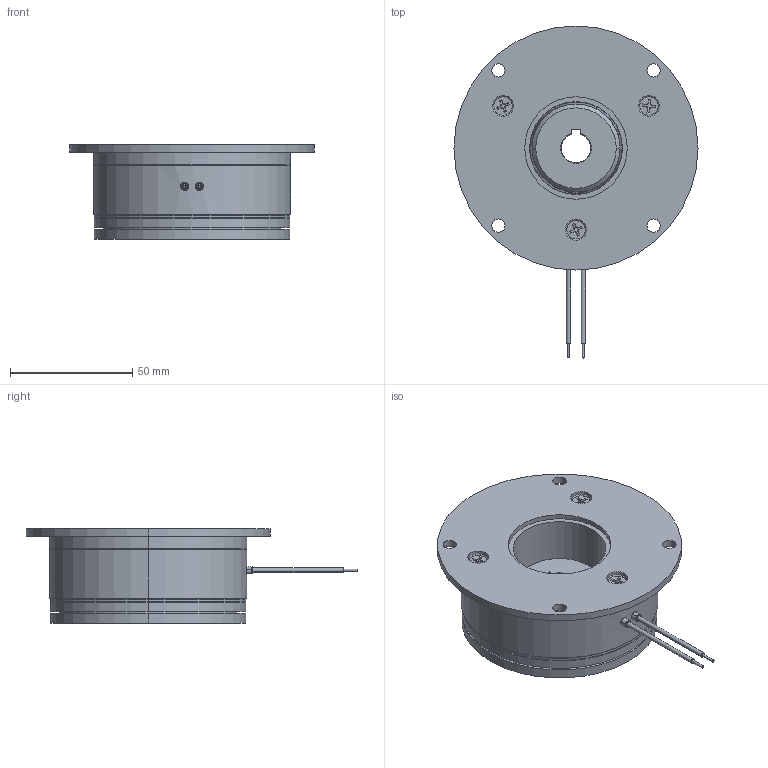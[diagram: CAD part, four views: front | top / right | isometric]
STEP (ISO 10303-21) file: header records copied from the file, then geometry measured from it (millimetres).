
FILE_DESCRIPTION (( 'STEP AP214' ), '1' );
FILE_NAME ('dr_bk_07P1-120_mu.STEP', '2021-11-12T12:54:18', ( '' ), ( '' ), 'SwSTEP 2.0', 'SolidWorks 2019', '' );
FILE_SCHEMA (( 'AUTOMOTIVE_DESIGN' ));
Length unit declared in the file: millimetre
Products named in the file (10): dr_bk_07P1-120_mu; 10069024_000; 10069026_000; 10068808_000; 10068806_000_Einbaul„nge 3,3; 10069025_000; 10068969_000; 10068806_000_Einbaul„nge 3mm; 10068805_000; 10069027_000
Assembly tree (18 placements, depth 4):
  dr_bk_07P1-120_mu
    10068969_000
    10069027_000
      10068808_000
      10069025_000
        10069024_000
        10068805_000  x3
        10069026_000
        10068806_000_Einbaul„nge 3mm  x3
      10068806_000_Einbaul„nge 3,3  x3
      10068805_000  x3
Bounding box: 100 x 136 x 38.7 mm (x, y, z)
Volume: 173489 mm3; surface area: 53995.2 mm2
Topology: 18 solids, 18 shells, 619 faces, 1553 edges, 990 vertices
Faces by surface type: plane 190, cylinder 175, bspline 111, cone 100, torus 31, sphere 12
Entity records: 25323 total; most frequent: CARTESIAN_POINT 11107, ORIENTED_EDGE 2658, DIRECTION 2221, EDGE_CURVE 1329, VERTEX_POINT 862, AXIS2_PLACEMENT_3D 812, EDGE_LOOP 601, LINE 597
